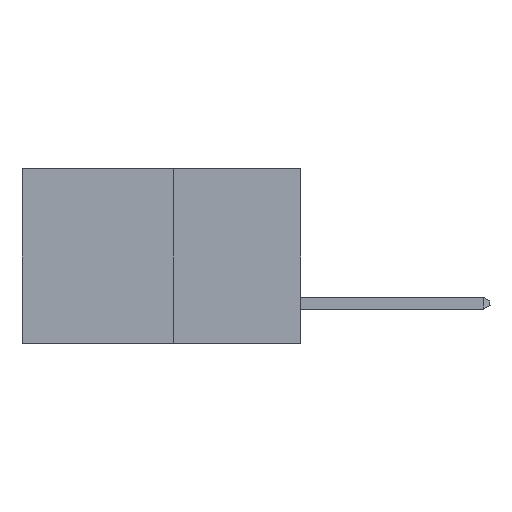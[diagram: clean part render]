
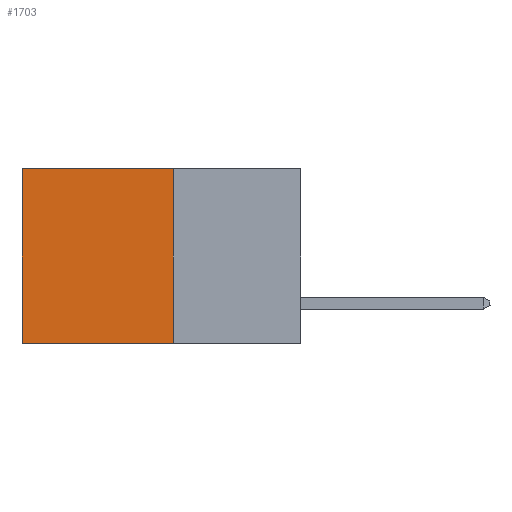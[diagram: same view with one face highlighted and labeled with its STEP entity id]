
A CAD part, left-side view. The second image highlights one B-rep face of the part: STEP entity #1703.
In plain terms, the highlighted planar face has unit normal (-1, 0, 0).
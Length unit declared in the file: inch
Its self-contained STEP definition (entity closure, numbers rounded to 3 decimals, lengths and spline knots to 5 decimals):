
#4 = ORIENTED_EDGE ( 'NONE', *, *, #8623, .F. ) ;
#63 = DIRECTION ( 'NONE',  ( 0., 1., 0. ) ) ;
#863 = EDGE_CURVE ( 'NONE', #16238, #2229, #9350, .T. ) ;
#1394 = CARTESIAN_POINT ( 'NONE',  ( 0.277, 0.27, 0. ) ) ;
#1703 = ADVANCED_FACE ( 'NONE', ( #20515 ), #20185, .F. ) ;
#1733 = CARTESIAN_POINT ( 'NONE',  ( 0.277, 0.59, -0.37 ) ) ;
#2229 = VERTEX_POINT ( 'NONE', #13010 ) ;
#3771 = DIRECTION ( 'NONE',  ( 0., 0., -1. ) ) ;
#4490 = CARTESIAN_POINT ( 'NONE',  ( 0.277, 0.27, -0.37 ) ) ;
#4886 = LINE ( 'NONE', #1733, #24772 ) ;
#4987 = VERTEX_POINT ( 'NONE', #13109 ) ;
#5277 = VECTOR ( 'NONE', #63, 39.37008 ) ;
#5314 = EDGE_CURVE ( 'NONE', #8596, #4987, #14025, .T. ) ;
#5562 = CARTESIAN_POINT ( 'NONE',  ( 0.277, 0.27, -0.37 ) ) ;
#5973 = CARTESIAN_POINT ( 'NONE',  ( 0.277, 0.27, -0.37 ) ) ;
#6793 = EDGE_CURVE ( 'NONE', #4987, #2229, #4886, .T. ) ;
#7945 = LINE ( 'NONE', #5562, #12633 ) ;
#8201 = CARTESIAN_POINT ( 'NONE',  ( 0.277, 0.27, 0. ) ) ;
#8412 = DIRECTION ( 'NONE',  ( 0., 1., 0. ) ) ;
#8596 = VERTEX_POINT ( 'NONE', #1394 ) ;
#8623 = EDGE_CURVE ( 'NONE', #8596, #16238, #7945, .T. ) ;
#8719 = VECTOR ( 'NONE', #8412, 39.37008 ) ;
#9350 = LINE ( 'NONE', #5973, #5277 ) ;
#9667 = ORIENTED_EDGE ( 'NONE', *, *, #5314, .T. ) ;
#12633 = VECTOR ( 'NONE', #19497, 39.37008 ) ;
#13010 = CARTESIAN_POINT ( 'NONE',  ( 0.277, 0.59, -0.37 ) ) ;
#13109 = CARTESIAN_POINT ( 'NONE',  ( 0.277, 0.59, 0. ) ) ;
#14025 = LINE ( 'NONE', #8201, #8719 ) ;
#14999 = EDGE_LOOP ( 'NONE', ( #21365, #16748, #4, #9667 ) ) ;
#16238 = VERTEX_POINT ( 'NONE', #4490 ) ;
#16748 = ORIENTED_EDGE ( 'NONE', *, *, #863, .F. ) ;
#17127 = AXIS2_PLACEMENT_3D ( 'NONE', #20754, #20805, #21520 ) ;
#19497 = DIRECTION ( 'NONE',  ( 0., 0., -1. ) ) ;
#20185 = PLANE ( 'NONE',  #17127 ) ;
#20515 = FACE_OUTER_BOUND ( 'NONE', #14999, .T. ) ;
#20754 = CARTESIAN_POINT ( 'NONE',  ( 0.277, 0.27, -0.37 ) ) ;
#20805 = DIRECTION ( 'NONE',  ( 1., 0., 0. ) ) ;
#21365 = ORIENTED_EDGE ( 'NONE', *, *, #6793, .T. ) ;
#21520 = DIRECTION ( 'NONE',  ( 0., 0., -1. ) ) ;
#24772 = VECTOR ( 'NONE', #3771, 39.37008 ) ;
